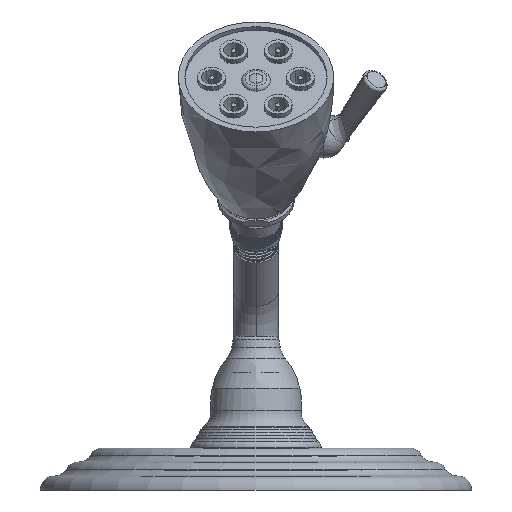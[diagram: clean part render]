
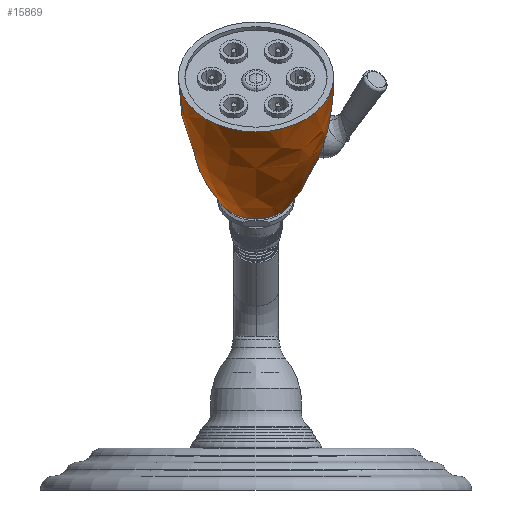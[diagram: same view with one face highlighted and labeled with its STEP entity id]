
A CAD part, front view. The second image highlights one B-rep face of the part: STEP entity #15869.
In plain terms, the highlighted free-form (B-spline) face has degree [3, 3] with [7, 4] control points.
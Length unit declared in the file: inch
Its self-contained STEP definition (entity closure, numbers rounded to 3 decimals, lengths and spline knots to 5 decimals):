
#15641=CARTESIAN_POINT('',(1.31637,8.42119,6.65368));
#15642=CARTESIAN_POINT('',(1.31637,8.4033,6.63579));
#15643=CARTESIAN_POINT('',(1.31419,8.371,6.59717));
#15644=CARTESIAN_POINT('',(1.30431,8.33292,6.52997));
#15645=CARTESIAN_POINT('',(1.28856,8.30771,6.45722));
#15646=CARTESIAN_POINT('',(1.26748,8.29592,6.37915));
#15647=CARTESIAN_POINT('',(1.24268,8.2989,6.29946));
#15648=CARTESIAN_POINT('',(1.21551,8.31748,6.2197));
#15649=CARTESIAN_POINT('',(1.18885,8.35092,6.14529));
#15650=CARTESIAN_POINT('',(1.16444,8.39849,6.0782));
#15651=CARTESIAN_POINT('',(1.14475,8.4559,6.02343));
#15652=CARTESIAN_POINT('',(1.13006,8.52076,5.98124));
#15653=CARTESIAN_POINT('',(1.12033,8.58923,5.95241));
#15654=CARTESIAN_POINT('',(1.11454,8.662,5.93585));
#15655=CARTESIAN_POINT('',(1.11203,8.7361,5.93224));
#15656=CARTESIAN_POINT('',(1.11177,8.81225,5.94211));
#15657=CARTESIAN_POINT('',(1.11276,8.88626,5.96597));
#15658=CARTESIAN_POINT('',(1.11391,8.95645,6.00419));
#15659=CARTESIAN_POINT('',(1.11424,8.99782,6.03813));
#15660=CARTESIAN_POINT('',(1.11424,9.01728,6.05759));
#15662=CARTESIAN_POINT('',(-4.60409,7.73263,
7.34225));
#15663=DIRECTION('',(0.,0.707,0.707));
#15664=DIRECTION('',(0.953,0.214,-0.214));
#15665=AXIS2_PLACEMENT_3D('',#15662,#15663,#15664);
#15667=CARTESIAN_POINT('',(4.60409,7.73263,7.34225));
#15668=DIRECTION('',(0.,-0.707,-0.707));
#15669=DIRECTION('',(-1.,-0.012,0.012));
#15670=AXIS2_PLACEMENT_3D('',#15667,#15668,#15669);
#15672=CARTESIAN_POINT('',(0.,7.65858,7.4163));
#15673=DIRECTION('',(0.,0.707,-0.707));
#15674=DIRECTION('',(1.,0.,0.));
#15675=AXIS2_PLACEMENT_3D('',#15672,#15673,#15674);
#15677=CARTESIAN_POINT('',(-4.60409,7.73263,
7.34225));
#15678=DIRECTION('',(0.,0.707,0.707));
#15679=DIRECTION('',(1.,-0.012,0.012));
#15680=AXIS2_PLACEMENT_3D('',#15677,#15678,#15679);
#15682=CARTESIAN_POINT('',(1.31637,8.42119,6.65368));
#15701=CARTESIAN_POINT('',(1.11424,9.01728,6.05759));
#15721=CARTESIAN_POINT('',(0.,9.70919,5.36569));
#15722=DIRECTION('',(0.,0.707,-0.707));
#15723=DIRECTION('',(1.,0.,0.));
#15724=AXIS2_PLACEMENT_3D('',#15721,#15722,#15723);
#15779=CARTESIAN_POINT('',(-1.395,7.65858,7.4163));
#15780=CARTESIAN_POINT('',(-0.705,9.70919,5.36569));
#15781=VERTEX_POINT('',#15779);
#15782=VERTEX_POINT('',#15780);
#15783=CARTESIAN_POINT('',(1.395,7.65858,7.4163));
#15784=VERTEX_POINT('',#15783);
#15785=CARTESIAN_POINT('',(0.705,9.70919,5.36569));
#15786=VERTEX_POINT('',#15785);
#15799=VERTEX_POINT('',#15682);
#15800=VERTEX_POINT('',#15701);
#15827=CARTESIAN_POINT('',(-0.67533,9.77683,
5.35813));
#15828=CARTESIAN_POINT('',(-1.17584,9.14167,
6.03783));
#15829=CARTESIAN_POINT('',(-1.41988,8.42584,
6.77537));
#15830=CARTESIAN_POINT('',(-1.3909,7.67786,
7.52076));
#15831=CARTESIAN_POINT('',(-0.70148,9.48296,
5.06426));
#15832=CARTESIAN_POINT('',(-1.22137,8.63,
5.52615));
#15833=CARTESIAN_POINT('',(-1.47485,7.80798,
6.1575));
#15834=CARTESIAN_POINT('',(-1.44475,7.07261,
6.91551));
#15835=CARTESIAN_POINT('',(-0.41642,9.26831,
4.84962));
#15836=CARTESIAN_POINT('',(-0.72504,8.25627,
5.15242));
#15837=CARTESIAN_POINT('',(-0.87552,7.35668,
5.70621));
#15838=CARTESIAN_POINT('',(-0.85765,6.63053,
6.47343));
#15839=CARTESIAN_POINT('',(0.,9.26831,4.84962));
#15840=CARTESIAN_POINT('',(0.,8.25627,5.15242));
#15841=CARTESIAN_POINT('',(0.,7.35668,5.70621));
#15842=CARTESIAN_POINT('',(0.,6.63053,6.47343));
#15843=CARTESIAN_POINT('',(0.41642,9.26831,
4.84962));
#15844=CARTESIAN_POINT('',(0.72504,8.25627,
5.15242));
#15845=CARTESIAN_POINT('',(0.87552,7.35668,
5.70621));
#15846=CARTESIAN_POINT('',(0.85765,6.63053,
6.47343));
#15847=CARTESIAN_POINT('',(0.70148,9.48296,
5.06426));
#15848=CARTESIAN_POINT('',(1.22137,8.63,5.52615));
#15849=CARTESIAN_POINT('',(1.47485,7.80798,6.1575));
#15850=CARTESIAN_POINT('',(1.44475,7.07261,6.91551));
#15851=CARTESIAN_POINT('',(0.67533,9.77683,
5.35813));
#15852=CARTESIAN_POINT('',(1.17584,9.14167,6.03783));
#15853=CARTESIAN_POINT('',(1.41988,8.42584,6.77537));
#15854=CARTESIAN_POINT('',(1.3909,7.67786,7.52076));
#15855=(BOUNDED_SURFACE()B_SPLINE_SURFACE(3,3,((#15827,#15828,#15829,#15830),(
#15831,#15832,#15833,#15834),(#15835,#15836,#15837,#15838),(#15839,#15840,
#15841,#15842),(#15843,#15844,#15845,#15846),(#15847,#15848,#15849,#15850),(
#15851,#15852,#15853,#15854)),.UNSPECIFIED.,.F.,.F.,.F.)B_SPLINE_SURFACE_WITH_KNOTS((4,3,4),(4,4),(0.,1.,2.),(0.,1.),.UNSPECIFIED.)GEOMETRIC_REPRESENTATION_ITEM()RATIONAL_B_SPLINE_SURFACE(((1.208,1.18,
1.18,1.208),(0.954,0.932,
0.932,0.954),(0.954,0.932,
0.932,0.954),(1.208,1.18,
1.18,1.208),(0.954,0.932,
0.932,0.954),(0.954,0.932,
0.932,0.954),(1.208,1.18,
1.18,1.208)))REPRESENTATION_ITEM('')SURFACE());
#15857=ORIENTED_EDGE('',*,*,#15856,.T.);
#15859=ORIENTED_EDGE('',*,*,#15858,.T.);
#15861=ORIENTED_EDGE('',*,*,#15860,.T.);
#15863=ORIENTED_EDGE('',*,*,#15862,.F.);
#15864=ORIENTED_EDGE('',*,*,#15814,.F.);
#15866=ORIENTED_EDGE('',*,*,#15865,.T.);
#15867=EDGE_LOOP('',(#15857,#15859,#15861,#15863,#15864,#15866));
#15868=FACE_OUTER_BOUND('',#15867,.F.);
#15869=ADVANCED_FACE('',(#15868),#15855,.T.);
#15661=B_SPLINE_CURVE_WITH_KNOTS('',3,(#15641,#15642,#15643,#15644,#15645,
#15646,#15647,#15648,#15649,#15650,#15651,#15652,#15653,#15654,#15655,#15656,
#15657,#15658,#15659,#15660),.UNSPECIFIED.,.F.,.F.,(4,1,1,1,1,1,1,1,1,1,1,1,1,1,
1,1,1,4),(0.,0.05882,0.11765,0.17647,
0.23529,0.29412,0.35294,0.41176,
0.47059,0.52941,0.58824,0.64706,
0.70588,0.76471,0.82353,0.88235,
0.94118,1.),.UNSPECIFIED.);
#15666=CIRCLE('',#15665,6.);
#15671=CIRCLE('',#15670,6.);
#15676=CIRCLE('',#15675,1.395);
#15681=CIRCLE('',#15680,6.);
#15725=CIRCLE('',#15724,0.705);
#15814=EDGE_CURVE('',#15784,#15781,#15676,.T.);
#15856=EDGE_CURVE('',#15799,#15800,#15661,.T.);
#15858=EDGE_CURVE('',#15800,#15786,#15666,.T.);
#15860=EDGE_CURVE('',#15786,#15782,#15725,.T.);
#15862=EDGE_CURVE('',#15781,#15782,#15671,.T.);
#15865=EDGE_CURVE('',#15784,#15799,#15681,.T.);
